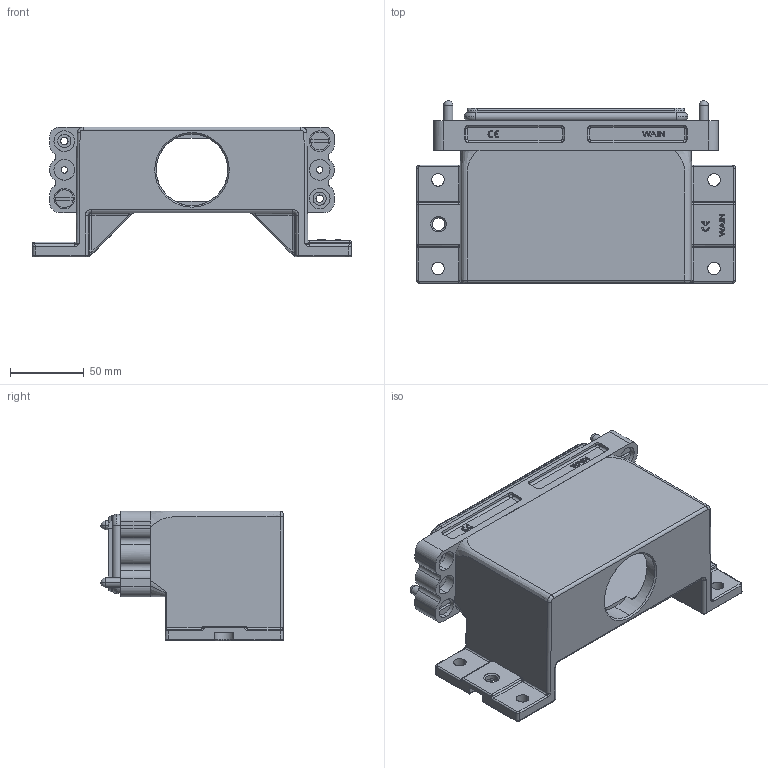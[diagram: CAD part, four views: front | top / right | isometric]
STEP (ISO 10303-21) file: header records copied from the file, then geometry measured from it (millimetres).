
FILE_DESCRIPTION(/* description */ (''),/* implementation_level */ '2;1');
FILE_NAME(/* name */ '3D_1136249301006_HP24B_H-BK-SE-4H-M50_V1.1.stp',/* time_stamp */ '2024-02-02T16:15:35+08:00',/* author */ (''),/* organization */ (''),/* preprocessor_version */ 'ST-DEVELOPER v18.1',/* originating_system */ 'SIEMENS PLM Software NX 1980',/* authorisation */ '');
FILE_SCHEMA (('AUTOMOTIVE_DESIGN { 1 0 10303 214 3 1 1 1 }'));
Length unit declared in the file: millimetre
Products named in the file (1): 3D_1136249301006_HP24B_H-BK-SE-4H-M50_V1.0_stp
Bounding box: 215.98 x 123.5 x 88 mm (x, y, z)
Volume: 533849.2 mm3; surface area: 150435.4 mm2
Topology: 1 solids, 10 shells, 1094 faces, 2879 edges, 1842 vertices
Faces by surface type: plane 489, cylinder 340, cone 103, bspline 58, torus 54, sphere 26, extrusion 24
Entity records: 40295 total; most frequent: CARTESIAN_POINT 15451, ORIENTED_EDGE 5702, DIRECTION 4307, EDGE_CURVE 2851, VERTEX_POINT 1838, AXIS2_PLACEMENT_3D 1484, VECTOR 1339, LINE 1315
